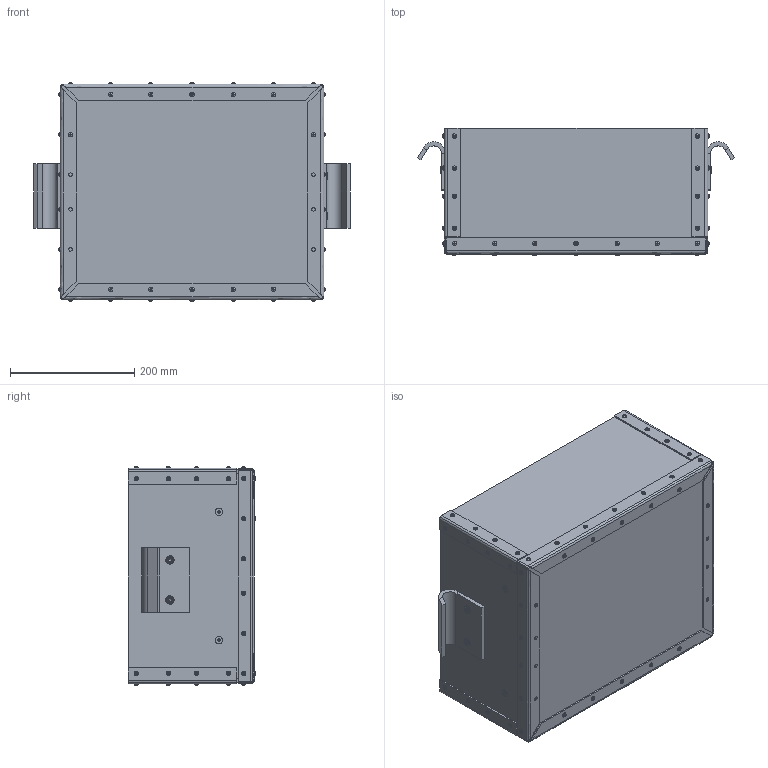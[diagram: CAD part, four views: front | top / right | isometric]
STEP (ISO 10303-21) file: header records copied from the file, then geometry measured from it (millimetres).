
FILE_DESCRIPTION(('FreeCAD Model'),'2;1');
FILE_NAME('Open CASCADE Shape Model','2025-05-09T19:23:50',('FreeCAD'),( 'FreeCAD'),'Open CASCADE STEP processor 7.6','FreeCAD','Unknown');
FILE_SCHEMA(('AUTOMOTIVE_DESIGN { 1 0 10303 214 1 1 1 1 }'));
Products named in the file (1): Open CASCADE STEP translator 7.6 1
Bounding box: 510.11 x 205.26 x 352.43 mm (x, y, z)
Volume: 4731646 mm3; surface area: 1500964 mm2
Topology: 96 solids, 96 shells, 2330 faces, 6018 edges, 3954 vertices
Faces by surface type: bspline 2330
Entity records: 88106 total; most frequent: CARTESIAN_POINT 52099, ORIENTED_EDGE 12028, EDGE_CURVE 6014, B_SPLINE_CURVE_WITH_KNOTS 4364, VERTEX_POINT 3954, FACE_BOUND 2616, EDGE_LOOP 2616, ADVANCED_FACE 2330
